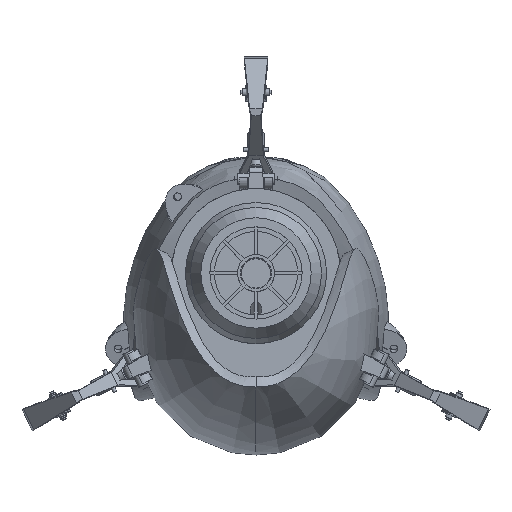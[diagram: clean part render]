
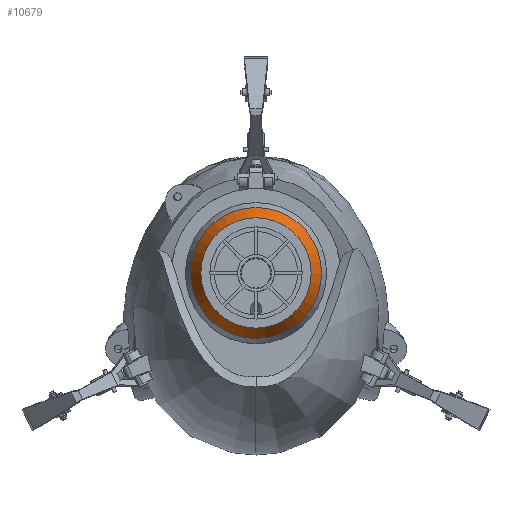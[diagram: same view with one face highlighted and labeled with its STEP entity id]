
A CAD part, top view. The second image highlights one B-rep face of the part: STEP entity #10679.
In plain terms, the highlighted conical face has half-angle 29.105 degrees and reference radius 42.529 mm.
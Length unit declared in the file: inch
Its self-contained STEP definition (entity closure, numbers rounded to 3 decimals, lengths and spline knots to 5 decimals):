
#550=CONICAL_SURFACE('',#11689,1.67438,0.508);
#1169=FACE_OUTER_BOUND('',#1855,.T.);
#1855=EDGE_LOOP('',(#7478,#7479,#7480,#7481));
#2652=LINE('',#15725,#3623);
#3623=VECTOR('',#12743,1.67438);
#4603=CIRCLE('',#11688,1.67438);
#4604=CIRCLE('',#11690,1.41059);
#4897=VERTEX_POINT('',#15720);
#4898=VERTEX_POINT('',#15724);
#5911=EDGE_CURVE('',#4897,#4897,#4603,.T.);
#5912=EDGE_CURVE('',#4897,#4898,#2652,.T.);
#5913=EDGE_CURVE('',#4898,#4898,#4604,.T.);
#7478=ORIENTED_EDGE('',*,*,#5911,.T.);
#7479=ORIENTED_EDGE('',*,*,#5912,.T.);
#7480=ORIENTED_EDGE('',*,*,#5913,.F.);
#7481=ORIENTED_EDGE('',*,*,#5912,.F.);
#10679=ADVANCED_FACE('',(#1169),#550,.T.);
#11688=AXIS2_PLACEMENT_3D('',#15722,#12739,#12740);
#11689=AXIS2_PLACEMENT_3D('',#15723,#12741,#12742);
#11690=AXIS2_PLACEMENT_3D('',#15726,#12744,#12745);
#12739=DIRECTION('center_axis',(0.,0.,1.));
#12740=DIRECTION('ref_axis',(0.,1.,0.));
#12741=DIRECTION('center_axis',(0.,0.,-1.));
#12742=DIRECTION('ref_axis',(0.,-1.,0.));
#12743=DIRECTION('',(0.,-0.486,0.874));
#12744=DIRECTION('center_axis',(0.,0.,1.));
#12745=DIRECTION('ref_axis',(0.,1.,0.));
#15720=CARTESIAN_POINT('',(0.,3.75102,20.74487));
#15722=CARTESIAN_POINT('Origin',(0.,2.07663,20.74487));
#15723=CARTESIAN_POINT('Origin',(0.,2.07663,20.74487));
#15724=CARTESIAN_POINT('',(0.,3.48723,21.21872));
#15725=CARTESIAN_POINT('',(0.,3.75102,20.74487));
#15726=CARTESIAN_POINT('Origin',(0.,2.07663,21.21872));
